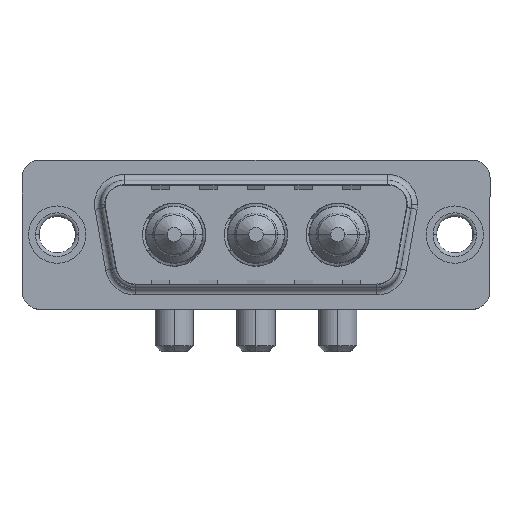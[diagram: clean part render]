
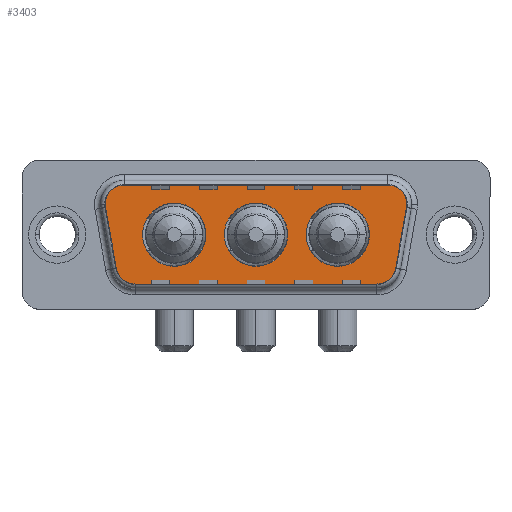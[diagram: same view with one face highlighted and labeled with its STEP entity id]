
A CAD part, top view. The second image highlights one B-rep face of the part: STEP entity #3403.
In plain terms, the highlighted planar face has unit normal (0, 0, 1).
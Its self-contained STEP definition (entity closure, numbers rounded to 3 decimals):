
#41 = DIRECTION ( 'NONE',  ( 1., 0., 0. ) ) ;
#103 = ORIENTED_EDGE ( 'NONE', *, *, #901, .F. ) ;
#229 = VERTEX_POINT ( 'NONE', #793 ) ;
#232 = AXIS2_PLACEMENT_3D ( 'NONE', #5878, #10961, #11008 ) ;
#387 = CARTESIAN_POINT ( 'NONE',  ( 5.411, 2.9, 0. ) ) ;
#522 = CIRCLE ( 'NONE', #4304, 2.65 ) ;
#634 = EDGE_CURVE ( 'NONE', #7403, #6952, #1329, .T. ) ;
#647 = CARTESIAN_POINT ( 'NONE',  ( 4.464, -3.247, 0. ) ) ;
#657 = DIRECTION ( 'NONE',  ( 1., 0., 0. ) ) ;
#659 = ORIENTED_EDGE ( 'NONE', *, *, #634, .T. ) ;
#793 = CARTESIAN_POINT ( 'NONE',  ( 29.859, 2.553, 0. ) ) ;
#828 = LINE ( 'NONE', #3291, #7992 ) ;
#901 = EDGE_CURVE ( 'NONE', #3245, #8529, #10971, .T. ) ;
#986 = CARTESIAN_POINT ( 'NONE',  ( 27.889, 2.9, 0. ) ) ;
#1145 = CARTESIAN_POINT ( 'NONE',  ( 27.889, 2.9, 0. ) ) ;
#1268 = ORIENTED_EDGE ( 'NONE', *, *, #1842, .F. ) ;
#1329 = CIRCLE ( 'NONE', #2023, 2. ) ;
#1343 = EDGE_CURVE ( 'NONE', #3554, #7386, #4222, .T. ) ;
#1464 = DIRECTION ( 'NONE',  ( 1., 0., 0. ) ) ;
#1505 = DIRECTION ( 'NONE',  ( 0.174, 0.985, 0. ) ) ;
#1562 = DIRECTION ( 'NONE',  ( 0., 0., 1. ) ) ;
#1736 = CARTESIAN_POINT ( 'NONE',  ( 12.45, 0., 0. ) ) ;
#1826 = DIRECTION ( 'NONE',  ( 0., 0., 1. ) ) ;
#1842 = EDGE_CURVE ( 'NONE', #7386, #3554, #4062, .T. ) ;
#1931 = ORIENTED_EDGE ( 'NONE', *, *, #3450, .F. ) ;
#2023 = AXIS2_PLACEMENT_3D ( 'NONE', #10970, #2565, #8461 ) ;
#2111 = CARTESIAN_POINT ( 'NONE',  ( 23.5, 0., 0. ) ) ;
#2134 = AXIS2_PLACEMENT_3D ( 'NONE', #2295, #9911, #657 ) ;
#2174 = CARTESIAN_POINT ( 'NONE',  ( 3.441, 2.553, 0. ) ) ;
#2295 = CARTESIAN_POINT ( 'NONE',  ( 26.866, -2.9, 0. ) ) ;
#2352 = PLANE ( 'NONE',  #2134 ) ;
#2394 = EDGE_CURVE ( 'NONE', #3221, #8582, #10507, .T. ) ;
#2463 = VERTEX_POINT ( 'NONE', #4485 ) ;
#2510 = CARTESIAN_POINT ( 'NONE',  ( 26.866, -2.9, 0. ) ) ;
#2565 = DIRECTION ( 'NONE',  ( 0., 0., 1. ) ) ;
#2626 = AXIS2_PLACEMENT_3D ( 'NONE', #986, #1826, #9685 ) ;
#2671 = VERTEX_POINT ( 'NONE', #2174 ) ;
#2761 = VERTEX_POINT ( 'NONE', #10950 ) ;
#2840 = ORIENTED_EDGE ( 'NONE', *, *, #7373, .T. ) ;
#2905 = ORIENTED_EDGE ( 'NONE', *, *, #8802, .T. ) ;
#2948 = CARTESIAN_POINT ( 'NONE',  ( 28.836, -3.247, 0. ) ) ;
#3010 = EDGE_LOOP ( 'NONE', ( #5984, #7685 ) ) ;
#3221 = VERTEX_POINT ( 'NONE', #7953 ) ;
#3245 = VERTEX_POINT ( 'NONE', #7898 ) ;
#3291 = CARTESIAN_POINT ( 'NONE',  ( 3.441, 2.553, 0. ) ) ;
#3327 = DIRECTION ( 'NONE',  ( 0., 0., 1. ) ) ;
#3343 = CIRCLE ( 'NONE', #6224, 2. ) ;
#3351 = DIRECTION ( 'NONE',  ( 0., 0., 1. ) ) ;
#3403 = ADVANCED_FACE ( 'NONE', ( #5767, #10075, #4864, #4152 ), #2352, .T. ) ;
#3450 = EDGE_CURVE ( 'NONE', #8529, #3245, #522, .T. ) ;
#3554 = VERTEX_POINT ( 'NONE', #9462 ) ;
#3754 = AXIS2_PLACEMENT_3D ( 'NONE', #387, #9811, #5281 ) ;
#4062 = CIRCLE ( 'NONE', #9261, 2.65 ) ;
#4080 = AXIS2_PLACEMENT_3D ( 'NONE', #2510, #5937, #5083 ) ;
#4099 = CARTESIAN_POINT ( 'NONE',  ( 27.889, 4.9, 0. ) ) ;
#4152 = FACE_OUTER_BOUND ( 'NONE', #5825, .T. ) ;
#4222 = CIRCLE ( 'NONE', #8692, 2.65 ) ;
#4283 = AXIS2_PLACEMENT_3D ( 'NONE', #11002, #3327, #6766 ) ;
#4304 = AXIS2_PLACEMENT_3D ( 'NONE', #7350, #1562, #5601 ) ;
#4379 = VERTEX_POINT ( 'NONE', #1736 ) ;
#4485 = CARTESIAN_POINT ( 'NONE',  ( 5.411, 4.9, 0. ) ) ;
#4673 = EDGE_CURVE ( 'NONE', #4379, #2761, #7563, .T. ) ;
#4864 = FACE_BOUND ( 'NONE', #3010, .T. ) ;
#4891 = ORIENTED_EDGE ( 'NONE', *, *, #9328, .T. ) ;
#5008 = CARTESIAN_POINT ( 'NONE',  ( 6.434, -4.9, 0. ) ) ;
#5022 = CARTESIAN_POINT ( 'NONE',  ( 20.85, 0., 0. ) ) ;
#5083 = DIRECTION ( 'NONE',  ( 1., 0., 0. ) ) ;
#5281 = DIRECTION ( 'NONE',  ( 1., 0., 0. ) ) ;
#5601 = DIRECTION ( 'NONE',  ( 1., 0., 0. ) ) ;
#5682 = EDGE_LOOP ( 'NONE', ( #103, #1931 ) ) ;
#5745 = LINE ( 'NONE', #7739, #6180 ) ;
#5761 = CARTESIAN_POINT ( 'NONE',  ( 14., 0., 0. ) ) ;
#5767 = FACE_BOUND ( 'NONE', #5682, .T. ) ;
#5825 = EDGE_LOOP ( 'NONE', ( #8295, #2840, #4891, #2905, #10473, #10153, #7575, #659, #10316 ) ) ;
#5869 = LINE ( 'NONE', #9400, #7517 ) ;
#5878 = CARTESIAN_POINT ( 'NONE',  ( 16.65, 0., 0. ) ) ;
#5937 = DIRECTION ( 'NONE',  ( 0., 0., 1. ) ) ;
#5946 = DIRECTION ( 'NONE',  ( 1., 0., 0. ) ) ;
#5972 = VERTEX_POINT ( 'NONE', #4099 ) ;
#5984 = ORIENTED_EDGE ( 'NONE', *, *, #4673, .F. ) ;
#6180 = VECTOR ( 'NONE', #41, 1000. ) ;
#6224 = AXIS2_PLACEMENT_3D ( 'NONE', #1145, #10772, #8944 ) ;
#6503 = VERTEX_POINT ( 'NONE', #10281 ) ;
#6584 = EDGE_CURVE ( 'NONE', #2761, #4379, #9644, .T. ) ;
#6658 = DIRECTION ( 'NONE',  ( 0., 0., 1. ) ) ;
#6766 = DIRECTION ( 'NONE',  ( 1., 0., 0. ) ) ;
#6952 = VERTEX_POINT ( 'NONE', #5008 ) ;
#7067 = CARTESIAN_POINT ( 'NONE',  ( 5.411, 4.9, 0. ) ) ;
#7350 = CARTESIAN_POINT ( 'NONE',  ( 16.65, 0., 0. ) ) ;
#7373 = EDGE_CURVE ( 'NONE', #8582, #229, #5869, .T. ) ;
#7386 = VERTEX_POINT ( 'NONE', #5022 ) ;
#7403 = VERTEX_POINT ( 'NONE', #647 ) ;
#7513 = CARTESIAN_POINT ( 'NONE',  ( 9.8, 0., 0. ) ) ;
#7517 = VECTOR ( 'NONE', #1505, 1000. ) ;
#7563 = CIRCLE ( 'NONE', #7730, 2.65 ) ;
#7575 = ORIENTED_EDGE ( 'NONE', *, *, #8316, .T. ) ;
#7685 = ORIENTED_EDGE ( 'NONE', *, *, #6584, .F. ) ;
#7730 = AXIS2_PLACEMENT_3D ( 'NONE', #7513, #9148, #1464 ) ;
#7739 = CARTESIAN_POINT ( 'NONE',  ( 6.434, -4.9, 0. ) ) ;
#7801 = EDGE_CURVE ( 'NONE', #6952, #3221, #5745, .T. ) ;
#7898 = CARTESIAN_POINT ( 'NONE',  ( 19.3, 0., 0. ) ) ;
#7953 = CARTESIAN_POINT ( 'NONE',  ( 26.866, -4.9, 0. ) ) ;
#7992 = VECTOR ( 'NONE', #10188, 1000. ) ;
#8034 = EDGE_CURVE ( 'NONE', #2463, #2671, #9131, .T. ) ;
#8040 = ORIENTED_EDGE ( 'NONE', *, *, #1343, .F. ) ;
#8295 = ORIENTED_EDGE ( 'NONE', *, *, #2394, .T. ) ;
#8316 = EDGE_CURVE ( 'NONE', #2671, #7403, #828, .T. ) ;
#8432 = EDGE_CURVE ( 'NONE', #5972, #2463, #8744, .T. ) ;
#8461 = DIRECTION ( 'NONE',  ( -1., 0., 0. ) ) ;
#8529 = VERTEX_POINT ( 'NONE', #5761 ) ;
#8582 = VERTEX_POINT ( 'NONE', #2948 ) ;
#8692 = AXIS2_PLACEMENT_3D ( 'NONE', #2111, #6658, #10059 ) ;
#8744 = LINE ( 'NONE', #7067, #9082 ) ;
#8802 = EDGE_CURVE ( 'NONE', #6503, #5972, #10854, .T. ) ;
#8944 = DIRECTION ( 'NONE',  ( -1., 0., 0. ) ) ;
#9082 = VECTOR ( 'NONE', #9581, 1000. ) ;
#9131 = CIRCLE ( 'NONE', #3754, 2. ) ;
#9148 = DIRECTION ( 'NONE',  ( 0., 0., 1. ) ) ;
#9261 = AXIS2_PLACEMENT_3D ( 'NONE', #10300, #3351, #5946 ) ;
#9328 = EDGE_CURVE ( 'NONE', #229, #6503, #3343, .T. ) ;
#9400 = CARTESIAN_POINT ( 'NONE',  ( 29.859, 2.553, 0. ) ) ;
#9462 = CARTESIAN_POINT ( 'NONE',  ( 26.15, 0., 0. ) ) ;
#9581 = DIRECTION ( 'NONE',  ( -1., 0., 0. ) ) ;
#9644 = CIRCLE ( 'NONE', #4283, 2.65 ) ;
#9685 = DIRECTION ( 'NONE',  ( -1., 0., 0. ) ) ;
#9811 = DIRECTION ( 'NONE',  ( 0., 0., 1. ) ) ;
#9911 = DIRECTION ( 'NONE',  ( 0., 0., 1. ) ) ;
#10059 = DIRECTION ( 'NONE',  ( 1., 0., 0. ) ) ;
#10075 = FACE_BOUND ( 'NONE', #10474, .T. ) ;
#10153 = ORIENTED_EDGE ( 'NONE', *, *, #8034, .T. ) ;
#10188 = DIRECTION ( 'NONE',  ( 0.174, -0.985, 0. ) ) ;
#10281 = CARTESIAN_POINT ( 'NONE',  ( 29.889, 2.9, 0. ) ) ;
#10300 = CARTESIAN_POINT ( 'NONE',  ( 23.5, 0., 0. ) ) ;
#10316 = ORIENTED_EDGE ( 'NONE', *, *, #7801, .T. ) ;
#10473 = ORIENTED_EDGE ( 'NONE', *, *, #8432, .T. ) ;
#10474 = EDGE_LOOP ( 'NONE', ( #8040, #1268 ) ) ;
#10507 = CIRCLE ( 'NONE', #4080, 2. ) ;
#10772 = DIRECTION ( 'NONE',  ( 0., 0., 1. ) ) ;
#10854 = CIRCLE ( 'NONE', #2626, 2. ) ;
#10950 = CARTESIAN_POINT ( 'NONE',  ( 7.15, 0., 0. ) ) ;
#10961 = DIRECTION ( 'NONE',  ( 0., 0., 1. ) ) ;
#10970 = CARTESIAN_POINT ( 'NONE',  ( 6.434, -2.9, 0. ) ) ;
#10971 = CIRCLE ( 'NONE', #232, 2.65 ) ;
#11002 = CARTESIAN_POINT ( 'NONE',  ( 9.8, 0., 0. ) ) ;
#11008 = DIRECTION ( 'NONE',  ( 1., 0., 0. ) ) ;
